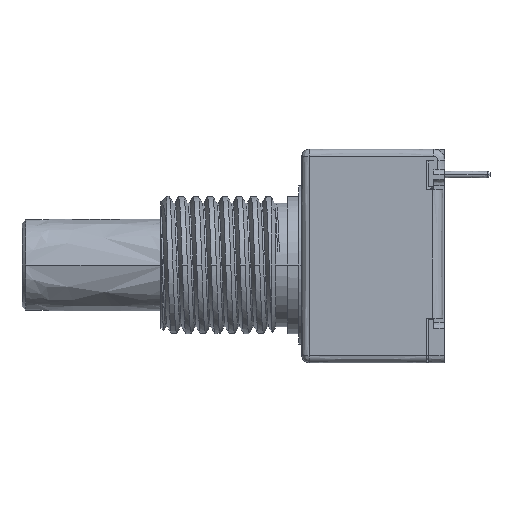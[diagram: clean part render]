
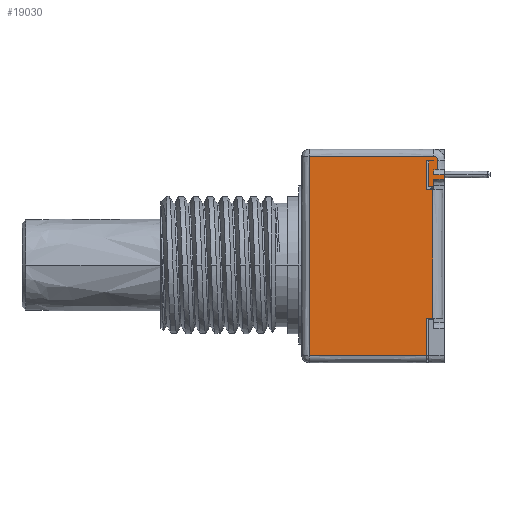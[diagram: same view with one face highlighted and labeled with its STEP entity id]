
A CAD part, left-side view. The second image highlights one B-rep face of the part: STEP entity #19030.
In plain terms, the highlighted free-form (B-spline) face has degree [1, 1] with [2, 2] control points.
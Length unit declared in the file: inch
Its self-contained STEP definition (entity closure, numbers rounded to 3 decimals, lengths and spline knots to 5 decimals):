
#939=DIRECTION('',(0.,0.,1.));
#940=VECTOR('',#939,0.012);
#941=CARTESIAN_POINT('',(-0.2805,-0.006,0.233));
#942=LINE('',#941,#940);
#5666=DIRECTION('',(0.,1.,0.));
#5667=VECTOR('',#5666,0.01031);
#5668=CARTESIAN_POINT('',(-0.2805,0.01169,0.2585));
#5669=LINE('',#5668,#5667);
#5673=DIRECTION('',(0.,0.,1.));
#5674=VECTOR('',#5673,0.0135);
#5675=CARTESIAN_POINT('',(-0.2805,0.022,0.245));
#5676=LINE('',#5675,#5674);
#5680=DIRECTION('',(0.,1.,0.));
#5681=VECTOR('',#5680,0.028);
#5682=CARTESIAN_POINT('',(-0.2805,-0.006,0.245));
#5683=LINE('',#5682,#5681);
#5687=DIRECTION('',(0.,1.,0.));
#5688=VECTOR('',#5687,0.028);
#5689=CARTESIAN_POINT('',(-0.2805,-0.006,0.233));
#5690=LINE('',#5689,#5688);
#5694=DIRECTION('',(0.,0.,1.));
#5695=VECTOR('',#5694,0.02);
#5696=CARTESIAN_POINT('',(-0.2805,0.022,0.213));
#5697=LINE('',#5696,#5695);
#5701=DIRECTION('',(0.,-1.,0.));
#5702=VECTOR('',#5701,0.014);
#5703=CARTESIAN_POINT('',(-0.2805,0.036,0.213));
#5704=LINE('',#5703,#5702);
#5708=DIRECTION('',(0.,0.,1.));
#5709=VECTOR('',#5708,0.07);
#5710=CARTESIAN_POINT('',(-0.2805,0.036,0.213));
#5711=LINE('',#5710,#5709);
#5715=DIRECTION('',(0.,-1.,0.));
#5716=VECTOR('',#5715,0.014);
#5717=CARTESIAN_POINT('',(-0.2805,0.036,0.283));
#5718=LINE('',#5717,#5716);
#5722=DIRECTION('',(0.,0.,1.));
#5723=VECTOR('',#5722,0.001);
#5724=CARTESIAN_POINT('',(-0.2805,0.022,0.283));
#5725=LINE('',#5724,#5723);
#5729=CARTESIAN_POINT('',(-0.2805,0.023,0.284));
#5730=DIRECTION('',(-1.,0.,0.));
#5731=DIRECTION('',(0.,-1.,0.));
#5732=AXIS2_PLACEMENT_3D('',#5729,#5730,#5731);
#5737=DIRECTION('',(0.,1.,0.));
#5738=VECTOR('',#5737,0.019);
#5739=CARTESIAN_POINT('',(-0.2805,0.023,0.285));
#5740=LINE('',#5739,#5738);
#5744=DIRECTION('',(0.,0.,1.));
#5745=VECTOR('',#5744,0.08);
#5746=CARTESIAN_POINT('',(-0.2805,0.042,0.205));
#5747=LINE('',#5746,#5745);
#5751=DIRECTION('',(0.,0.,1.));
#5752=VECTOR('',#5751,0.10131);
#5753=CARTESIAN_POINT('',(-0.2805,0.042,-0.24631));
#5754=LINE('',#5753,#5752);
#5758=CARTESIAN_POINT('',(-0.2805,0.023,0.284));
#5759=DIRECTION('',(1.,0.,0.));
#5760=DIRECTION('',(0.,0.,1.));
#5761=AXIS2_PLACEMENT_3D('',#5758,#5759,#5760);
#5766=DIRECTION('',(0.,0.,-1.));
#5767=VECTOR('',#5766,0.0255);
#5768=CARTESIAN_POINT('',(-0.2805,0.01169,0.284));
#5769=LINE('',#5768,#5767);
#5846=DIRECTION('',(0.,-1.,0.));
#5847=VECTOR('',#5846,0.017);
#5848=CARTESIAN_POINT('',(-0.2805,0.042,-0.145));
#5849=LINE('',#5848,#5847);
#5921=DIRECTION('',(0.,-1.,0.));
#5922=VECTOR('',#5921,0.017);
#5923=CARTESIAN_POINT('',(-0.2805,0.042,0.205));
#5924=LINE('',#5923,#5922);
#5985=DIRECTION('',(0.,0.,1.));
#5986=VECTOR('',#5985,0.35);
#5987=CARTESIAN_POINT('',(-0.2805,0.025,-0.145));
#5988=LINE('',#5987,#5986);
#6554=DIRECTION('',(0.,1.,0.));
#6555=VECTOR('',#6554,0.33831);
#6556=CARTESIAN_POINT('',(-0.2805,0.023,0.29531));
#6557=LINE('',#6556,#6555);
#6600=DIRECTION('',(0.,0.,1.));
#6601=VECTOR('',#6600,0.54163);
#6602=CARTESIAN_POINT('',(-0.2805,0.36131,-0.24631));
#6603=LINE('',#6602,#6601);
#6676=DIRECTION('',(0.,-1.,0.));
#6677=VECTOR('',#6676,0.31931);
#6678=CARTESIAN_POINT('',(-0.2805,0.36131,-0.24631));
#6679=LINE('',#6678,#6677);
#11655=CARTESIAN_POINT('',(-0.2805,0.36131,-0.24631));
#11656=CARTESIAN_POINT('',(-0.2805,0.36131,0.29531));
#11657=VERTEX_POINT('',#11655);
#11658=VERTEX_POINT('',#11656);
#11705=CARTESIAN_POINT('',(-0.2805,0.042,-0.24631));
#11707=VERTEX_POINT('',#11705);
#11757=CARTESIAN_POINT('',(-0.2805,0.025,-0.145));
#11759=VERTEX_POINT('',#11757);
#11763=CARTESIAN_POINT('',(-0.2805,0.025,0.205));
#11765=VERTEX_POINT('',#11763);
#11773=CARTESIAN_POINT('',(-0.2805,0.042,-0.145));
#11774=VERTEX_POINT('',#11773);
#11777=CARTESIAN_POINT('',(-0.2805,0.042,0.205));
#11778=VERTEX_POINT('',#11777);
#11837=CARTESIAN_POINT('',(-0.2805,0.022,0.284));
#11838=CARTESIAN_POINT('',(-0.2805,0.023,0.285));
#11839=VERTEX_POINT('',#11837);
#11840=VERTEX_POINT('',#11838);
#11851=CARTESIAN_POINT('',(-0.2805,0.01169,0.2585));
#11852=VERTEX_POINT('',#11851);
#11853=CARTESIAN_POINT('',(-0.2805,0.023,0.29531));
#11854=VERTEX_POINT('',#11853);
#11855=CARTESIAN_POINT('',(-0.2805,0.01169,0.284));
#11856=VERTEX_POINT('',#11855);
#11917=CARTESIAN_POINT('',(-0.2805,0.042,0.285));
#11918=VERTEX_POINT('',#11917);
#12417=CARTESIAN_POINT('',(-0.2805,-0.006,0.233));
#12418=CARTESIAN_POINT('',(-0.2805,0.022,0.233));
#12419=VERTEX_POINT('',#12417);
#12420=VERTEX_POINT('',#12418);
#12437=CARTESIAN_POINT('',(-0.2805,-0.006,0.245));
#12438=VERTEX_POINT('',#12437);
#12449=CARTESIAN_POINT('',(-0.2805,0.022,0.245));
#12450=VERTEX_POINT('',#12449);
#12473=CARTESIAN_POINT('',(-0.2805,0.036,0.213));
#12474=CARTESIAN_POINT('',(-0.2805,0.036,0.283));
#12475=VERTEX_POINT('',#12473);
#12476=VERTEX_POINT('',#12474);
#12483=CARTESIAN_POINT('',(-0.2805,0.022,0.213));
#12484=VERTEX_POINT('',#12483);
#13253=CARTESIAN_POINT('',(-0.2805,0.022,0.2585));
#13255=VERTEX_POINT('',#13253);
#13261=CARTESIAN_POINT('',(-0.2805,0.022,0.283));
#13263=VERTEX_POINT('',#13261);
#18986=CARTESIAN_POINT('',(-0.2805,-0.01335,-0.25715));
#18987=CARTESIAN_POINT('',(-0.2805,0.36866,-0.25715));
#18988=CARTESIAN_POINT('',(-0.2805,-0.01335,0.30615));
#18989=CARTESIAN_POINT('',(-0.2805,0.36866,0.30615));
#18990=B_SPLINE_SURFACE_WITH_KNOTS('',1,1,((#18986,#18987),(#18988,#18989)),
.UNSPECIFIED.,.F.,.F.,.F.,(2,2),(2,2),(0.00885,0.57215),(
-0.01335,0.36866),.UNSPECIFIED.);
#18992=ORIENTED_EDGE('',*,*,#18991,.T.);
#18993=ORIENTED_EDGE('',*,*,#17687,.F.);
#18995=ORIENTED_EDGE('',*,*,#18994,.F.);
#18996=ORIENTED_EDGE('',*,*,#13644,.F.);
#18998=ORIENTED_EDGE('',*,*,#18997,.T.);
#18999=ORIENTED_EDGE('',*,*,#17605,.F.);
#19001=ORIENTED_EDGE('',*,*,#19000,.F.);
#19002=ORIENTED_EDGE('',*,*,#17877,.T.);
#19003=ORIENTED_EDGE('',*,*,#18295,.T.);
#19005=ORIENTED_EDGE('',*,*,#19004,.T.);
#19007=ORIENTED_EDGE('',*,*,#19006,.T.);
#19009=ORIENTED_EDGE('',*,*,#19008,.T.);
#19010=ORIENTED_EDGE('',*,*,#18138,.F.);
#19012=ORIENTED_EDGE('',*,*,#19011,.T.);
#19014=ORIENTED_EDGE('',*,*,#19013,.F.);
#19016=ORIENTED_EDGE('',*,*,#19015,.F.);
#19017=ORIENTED_EDGE('',*,*,#18162,.F.);
#19019=ORIENTED_EDGE('',*,*,#19018,.F.);
#19021=ORIENTED_EDGE('',*,*,#19020,.T.);
#19023=ORIENTED_EDGE('',*,*,#19022,.F.);
#19025=ORIENTED_EDGE('',*,*,#19024,.T.);
#19027=ORIENTED_EDGE('',*,*,#19026,.T.);
#19028=EDGE_LOOP('',(#18992,#18993,#18995,#18996,#18998,#18999,#19001,#19002,
#19003,#19005,#19007,#19009,#19010,#19012,#19014,#19016,#19017,#19019,#19021,
#19023,#19025,#19027));
#19029=FACE_OUTER_BOUND('',#19028,.F.);
#19030=ADVANCED_FACE('',(#19029),#18990,.T.);
#5733=CIRCLE('',#5732,0.001);
#5762=CIRCLE('',#5761,0.01131);
#13644=EDGE_CURVE('',#12419,#12438,#942,.T.);
#17605=EDGE_CURVE('',#12484,#12420,#5697,.T.);
#17687=EDGE_CURVE('',#12450,#13255,#5676,.T.);
#17877=EDGE_CURVE('',#12475,#12476,#5711,.T.);
#18138=EDGE_CURVE('',#11778,#11918,#5747,.T.);
#18162=EDGE_CURVE('',#11707,#11774,#5754,.T.);
#18295=EDGE_CURVE('',#12476,#13263,#5718,.T.);
#18991=EDGE_CURVE('',#11852,#13255,#5669,.T.);
#18994=EDGE_CURVE('',#12438,#12450,#5683,.T.);
#18997=EDGE_CURVE('',#12419,#12420,#5690,.T.);
#19000=EDGE_CURVE('',#12475,#12484,#5704,.T.);
#19004=EDGE_CURVE('',#13263,#11839,#5725,.T.);
#19006=EDGE_CURVE('',#11839,#11840,#5733,.T.);
#19008=EDGE_CURVE('',#11840,#11918,#5740,.T.);
#19011=EDGE_CURVE('',#11778,#11765,#5924,.T.);
#19013=EDGE_CURVE('',#11759,#11765,#5988,.T.);
#19015=EDGE_CURVE('',#11774,#11759,#5849,.T.);
#19018=EDGE_CURVE('',#11657,#11707,#6679,.T.);
#19020=EDGE_CURVE('',#11657,#11658,#6603,.T.);
#19022=EDGE_CURVE('',#11854,#11658,#6557,.T.);
#19024=EDGE_CURVE('',#11854,#11856,#5762,.T.);
#19026=EDGE_CURVE('',#11856,#11852,#5769,.T.);
